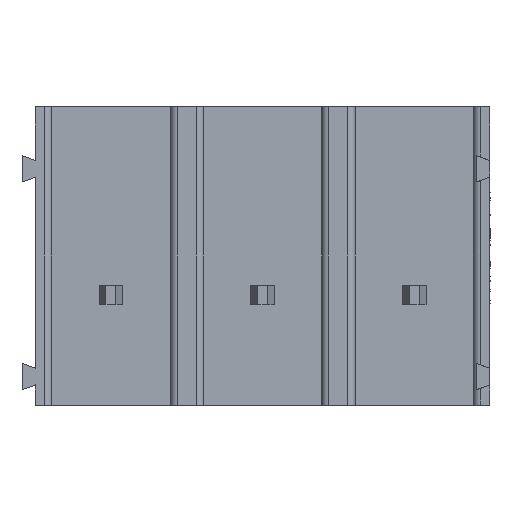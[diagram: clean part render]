
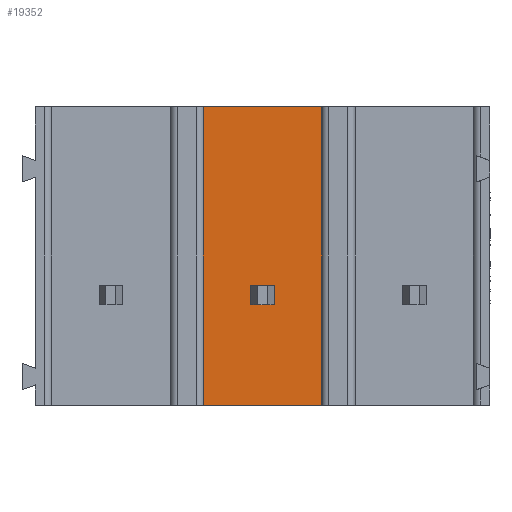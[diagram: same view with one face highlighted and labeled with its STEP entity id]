
A CAD part, front view. The second image highlights one B-rep face of the part: STEP entity #19352.
In plain terms, the highlighted planar face has unit normal (0, -1, 0).
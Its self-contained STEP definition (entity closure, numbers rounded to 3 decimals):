
#160 = CARTESIAN_POINT ( 'NONE',  ( 7.05, 0.9, 0. ) ) ;
#726 = DIRECTION ( 'NONE',  ( 0., 0., 1. ) ) ;
#1529 = DIRECTION ( 'NONE',  ( -1., 0., 0. ) ) ;
#1680 = VERTEX_POINT ( 'NONE', #28827 ) ;
#2199 = CARTESIAN_POINT ( 'NONE',  ( 9.025, 0.9, 5. ) ) ;
#2522 = LINE ( 'NONE', #2199, #16212 ) ;
#2940 = ORIENTED_EDGE ( 'NONE', *, *, #10293, .T. ) ;
#3230 = CARTESIAN_POINT ( 'NONE',  ( 9.025, 0.9, 5. ) ) ;
#3792 = CARTESIAN_POINT ( 'NONE',  ( 7.05, 0.9, 12.5 ) ) ;
#4133 = EDGE_CURVE ( 'NONE', #15020, #1680, #25412, .T. ) ;
#4796 = VECTOR ( 'NONE', #726, 1000. ) ;
#5613 = CARTESIAN_POINT ( 'NONE',  ( 9.025, 0.9, 4.2 ) ) ;
#7181 = EDGE_CURVE ( 'NONE', #8874, #15020, #16721, .T. ) ;
#7586 = CARTESIAN_POINT ( 'NONE',  ( 7.05, 0.9, 0. ) ) ;
#7824 = VECTOR ( 'NONE', #20426, 1000. ) ;
#7968 = CARTESIAN_POINT ( 'NONE',  ( 7.05, 0.9, 12.5 ) ) ;
#8203 = DIRECTION ( 'NONE',  ( -1., 0., 0. ) ) ;
#8297 = CARTESIAN_POINT ( 'NONE',  ( 12., 0.9, 0. ) ) ;
#8428 = VERTEX_POINT ( 'NONE', #7968 ) ;
#8874 = VERTEX_POINT ( 'NONE', #19378 ) ;
#9505 = LINE ( 'NONE', #160, #29471 ) ;
#9557 = VECTOR ( 'NONE', #1529, 1000. ) ;
#9999 = VERTEX_POINT ( 'NONE', #26952 ) ;
#10243 = CARTESIAN_POINT ( 'NONE',  ( 12., 0.9, 12.5 ) ) ;
#10293 = EDGE_CURVE ( 'NONE', #15333, #8428, #28577, .T. ) ;
#10609 = LINE ( 'NONE', #23142, #7824 ) ;
#10726 = FACE_OUTER_BOUND ( 'NONE', #30915, .T. ) ;
#10799 = EDGE_LOOP ( 'NONE', ( #30574, #21007, #17595, #27134 ) ) ;
#12042 = CARTESIAN_POINT ( 'NONE',  ( 10.025, 0.9, 5. ) ) ;
#12885 = EDGE_CURVE ( 'NONE', #16167, #8874, #10609, .T. ) ;
#13470 = EDGE_CURVE ( 'NONE', #9999, #15333, #20226, .T. ) ;
#14623 = ORIENTED_EDGE ( 'NONE', *, *, #15579, .F. ) ;
#15020 = VERTEX_POINT ( 'NONE', #15470 ) ;
#15080 = ORIENTED_EDGE ( 'NONE', *, *, #27117, .F. ) ;
#15258 = DIRECTION ( 'NONE',  ( 0., 1., 0. ) ) ;
#15333 = VERTEX_POINT ( 'NONE', #10243 ) ;
#15470 = CARTESIAN_POINT ( 'NONE',  ( 10.025, 0.9, 5. ) ) ;
#15579 = EDGE_CURVE ( 'NONE', #9999, #31292, #9505, .T. ) ;
#15867 = PLANE ( 'NONE',  #20920 ) ;
#16167 = VERTEX_POINT ( 'NONE', #5613 ) ;
#16212 = VECTOR ( 'NONE', #19606, 1000. ) ;
#16721 = LINE ( 'NONE', #12042, #20489 ) ;
#16868 = EDGE_CURVE ( 'NONE', #1680, #16167, #2522, .T. ) ;
#17595 = ORIENTED_EDGE ( 'NONE', *, *, #7181, .F. ) ;
#18149 = FACE_BOUND ( 'NONE', #10799, .T. ) ;
#19352 = ADVANCED_FACE ( 'NONE', ( #18149, #10726 ), #15867, .F. ) ;
#19354 = DIRECTION ( 'NONE',  ( -1., 0., 0. ) ) ;
#19378 = CARTESIAN_POINT ( 'NONE',  ( 10.025, 0.9, 4.2 ) ) ;
#19532 = VECTOR ( 'NONE', #8203, 1000. ) ;
#19606 = DIRECTION ( 'NONE',  ( 0., 0., -1. ) ) ;
#20226 = LINE ( 'NONE', #8297, #4796 ) ;
#20426 = DIRECTION ( 'NONE',  ( 1., 0., 0. ) ) ;
#20489 = VECTOR ( 'NONE', #31636, 1000. ) ;
#20920 = AXIS2_PLACEMENT_3D ( 'NONE', #25656, #15258, #23260 ) ;
#21007 = ORIENTED_EDGE ( 'NONE', *, *, #4133, .F. ) ;
#21658 = DIRECTION ( 'NONE',  ( 0., 0., 1. ) ) ;
#23142 = CARTESIAN_POINT ( 'NONE',  ( 9.025, 0.9, 4.2 ) ) ;
#23260 = DIRECTION ( 'NONE',  ( -1., 0., 0. ) ) ;
#23730 = VECTOR ( 'NONE', #21658, 1000. ) ;
#24154 = ORIENTED_EDGE ( 'NONE', *, *, #13470, .T. ) ;
#25412 = LINE ( 'NONE', #3230, #19532 ) ;
#25656 = CARTESIAN_POINT ( 'NONE',  ( 7.05, 0.9, 0. ) ) ;
#26491 = LINE ( 'NONE', #28759, #23730 ) ;
#26952 = CARTESIAN_POINT ( 'NONE',  ( 12., 0.9, 0. ) ) ;
#27117 = EDGE_CURVE ( 'NONE', #31292, #8428, #26491, .T. ) ;
#27134 = ORIENTED_EDGE ( 'NONE', *, *, #12885, .F. ) ;
#28577 = LINE ( 'NONE', #3792, #9557 ) ;
#28759 = CARTESIAN_POINT ( 'NONE',  ( 7.05, 0.9, 0. ) ) ;
#28827 = CARTESIAN_POINT ( 'NONE',  ( 9.025, 0.9, 5. ) ) ;
#29471 = VECTOR ( 'NONE', #19354, 1000. ) ;
#30574 = ORIENTED_EDGE ( 'NONE', *, *, #16868, .F. ) ;
#30915 = EDGE_LOOP ( 'NONE', ( #2940, #15080, #14623, #24154 ) ) ;
#31292 = VERTEX_POINT ( 'NONE', #7586 ) ;
#31636 = DIRECTION ( 'NONE',  ( 0., 0., 1. ) ) ;
